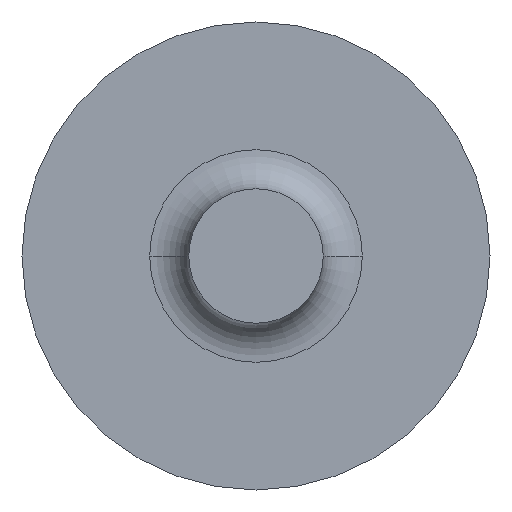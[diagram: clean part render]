
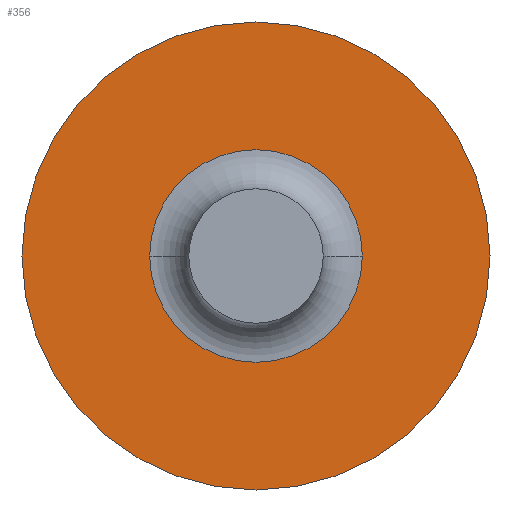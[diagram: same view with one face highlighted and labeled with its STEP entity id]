
A CAD part, front view. The second image highlights one B-rep face of the part: STEP entity #356.
In plain terms, the highlighted planar face has unit normal (0, -1, 0).
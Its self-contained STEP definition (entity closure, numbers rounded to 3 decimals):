
#6 = VERTEX_POINT ( 'NONE', #236 ) ;
#9 = EDGE_LOOP ( 'NONE', ( #42, #198 ) ) ;
#14 = AXIS2_PLACEMENT_3D ( 'NONE', #360, #385, #318 ) ;
#24 = DIRECTION ( 'NONE',  ( 0., 1., 0. ) ) ;
#42 = ORIENTED_EDGE ( 'NONE', *, *, #268, .F. ) ;
#63 = ORIENTED_EDGE ( 'NONE', *, *, #412, .T. ) ;
#68 = VERTEX_POINT ( 'NONE', #380 ) ;
#86 = CARTESIAN_POINT ( 'NONE',  ( -2.725, -66.281, 0. ) ) ;
#92 = FACE_BOUND ( 'NONE', #166, .T. ) ;
#124 = FACE_OUTER_BOUND ( 'NONE', #9, .T. ) ;
#129 = VERTEX_POINT ( 'NONE', #86 ) ;
#141 = EDGE_CURVE ( 'NONE', #129, #68, #379, .T. ) ;
#144 = AXIS2_PLACEMENT_3D ( 'NONE', #351, #24, #281 ) ;
#151 = AXIS2_PLACEMENT_3D ( 'NONE', #357, #389, #289 ) ;
#166 = EDGE_LOOP ( 'NONE', ( #63, #361 ) ) ;
#168 = AXIS2_PLACEMENT_3D ( 'NONE', #263, #398, #283 ) ;
#190 = PLANE ( 'NONE',  #14 ) ;
#195 = AXIS2_PLACEMENT_3D ( 'NONE', #307, #214, #312 ) ;
#198 = ORIENTED_EDGE ( 'NONE', *, *, #305, .F. ) ;
#214 = DIRECTION ( 'NONE',  ( 0., 1., 0. ) ) ;
#228 = VERTEX_POINT ( 'NONE', #394 ) ;
#236 = CARTESIAN_POINT ( 'NONE',  ( 6., -66.281, 0. ) ) ;
#263 = CARTESIAN_POINT ( 'NONE',  ( 0., -66.281, 0. ) ) ;
#268 = EDGE_CURVE ( 'NONE', #228, #6, #376, .T. ) ;
#281 = DIRECTION ( 'NONE',  ( -1., 0., 0. ) ) ;
#283 = DIRECTION ( 'NONE',  ( -1., 0., 0. ) ) ;
#289 = DIRECTION ( 'NONE',  ( 1., 0., 0. ) ) ;
#305 = EDGE_CURVE ( 'NONE', #6, #228, #325, .T. ) ;
#307 = CARTESIAN_POINT ( 'NONE',  ( 0., -66.281, 0. ) ) ;
#312 = DIRECTION ( 'NONE',  ( 1., 0., 0. ) ) ;
#318 = DIRECTION ( 'NONE',  ( 1., 0., 0. ) ) ;
#325 = CIRCLE ( 'NONE', #168, 6. ) ;
#337 = CIRCLE ( 'NONE', #151, 2.725 ) ;
#351 = CARTESIAN_POINT ( 'NONE',  ( 0., -66.281, 0. ) ) ;
#356 = ADVANCED_FACE ( 'NONE', ( #92, #124 ), #190, .T. ) ;
#357 = CARTESIAN_POINT ( 'NONE',  ( 0., -66.281, 0. ) ) ;
#360 = CARTESIAN_POINT ( 'NONE',  ( -6., -66.281, 0. ) ) ;
#361 = ORIENTED_EDGE ( 'NONE', *, *, #141, .T. ) ;
#376 = CIRCLE ( 'NONE', #144, 6. ) ;
#379 = CIRCLE ( 'NONE', #195, 2.725 ) ;
#380 = CARTESIAN_POINT ( 'NONE',  ( 2.725, -66.281, 0. ) ) ;
#385 = DIRECTION ( 'NONE',  ( 0., -1., 0. ) ) ;
#389 = DIRECTION ( 'NONE',  ( 0., 1., 0. ) ) ;
#394 = CARTESIAN_POINT ( 'NONE',  ( -6., -66.281, 0. ) ) ;
#398 = DIRECTION ( 'NONE',  ( 0., 1., 0. ) ) ;
#412 = EDGE_CURVE ( 'NONE', #68, #129, #337, .T. ) ;
